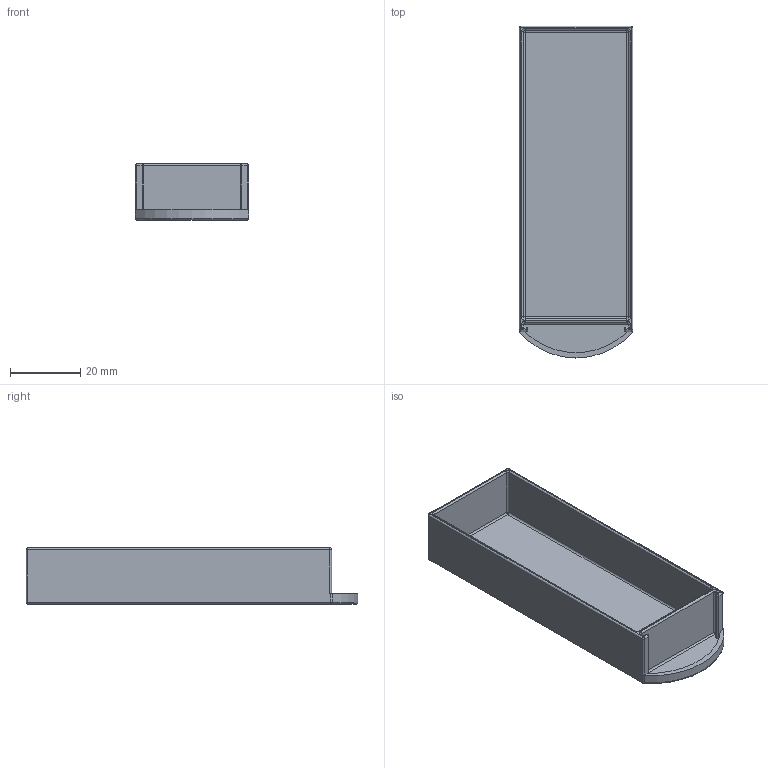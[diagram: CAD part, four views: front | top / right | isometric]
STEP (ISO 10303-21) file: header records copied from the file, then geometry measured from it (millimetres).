
FILE_DESCRIPTION(/* description */ (''),/* implementation_level */ '2;1');
FILE_NAME(/* name */ 'Storage Bin Drawer.step',/* time_stamp */ '2026-01-16T10:23:18+01:00',/* author */ (''),/* organization */ (''),/* preprocessor_version */ 'ST-DEVELOPER v20.1',/* originating_system */ 'Autodesk Translation Framework v14.21.0.0',/* authorisation */ '');
FILE_SCHEMA (('AUTOMOTIVE_DESIGN { 1 0 10303 214 3 1 1 }'));
Length unit declared in the file: millimetre
Products named in the file (1): FusionComponent
Bounding box: 32.4 x 94.4 x 16 mm (x, y, z)
Volume: 7803.7 mm3; surface area: 13136.6 mm2
Topology: 1 solids, 1 shells, 86 faces, 185 edges, 102 vertices
Faces by surface type: cylinder 42, plane 21, sphere 16, torus 7
Entity records: 2319 total; most frequent: DIRECTION 448, CARTESIAN_POINT 374, ORIENTED_EDGE 370, EDGE_CURVE 185, AXIS2_PLACEMENT_3D 176, VERTEX_POINT 102, LINE 96, VECTOR 96
